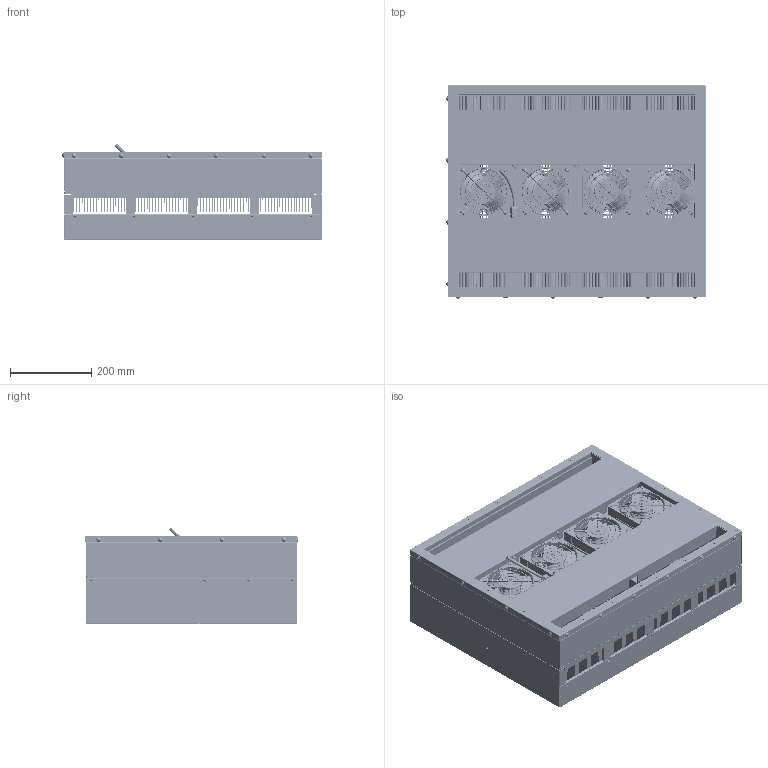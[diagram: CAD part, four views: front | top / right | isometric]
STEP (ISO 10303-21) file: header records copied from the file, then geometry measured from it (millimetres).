
FILE_DESCRIPTION (( 'STEP AP203' ), '1' );
FILE_NAME ('FHP-4200.STEP', '2016-05-12T18:41:09', ( '' ), ( '' ), 'SwSTEP 2.0', 'SolidWorks 2016', '' );
FILE_SCHEMA (( 'CONFIG_CONTROL_DESIGN' ));
Products named in the file (1): FHP-4200
Bounding box: 638.76 x 524.97 x 236.13 mm (x, y, z)
Surface area: 9721810.9 mm2 (no closed solid volume)
Topology: 0 solids, 395 shells, 3664 faces, 15122 edges, 11452 vertices
Faces by surface type: cylinder 1856, plane 1514, torus 230, cone 64
Entity records: 203650 total; most frequent: CARTESIAN_POINT 86725, DIRECTION 22546, ORIENTED_EDGE 21560, EDGE_CURVE 15090, VERTEX_POINT 11452, AXIS2_PLACEMENT_3D 7553, VECTOR 7440, LINE 7440
